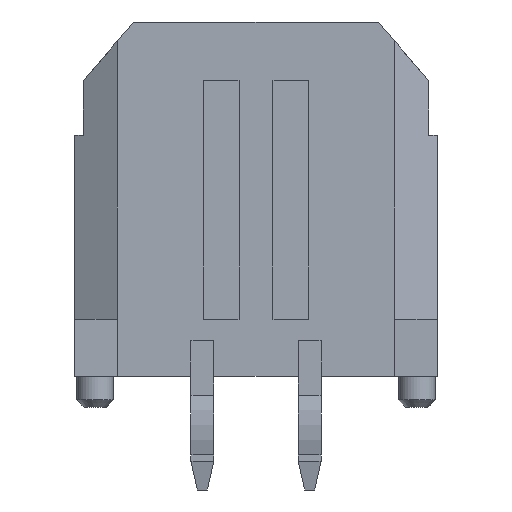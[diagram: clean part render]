
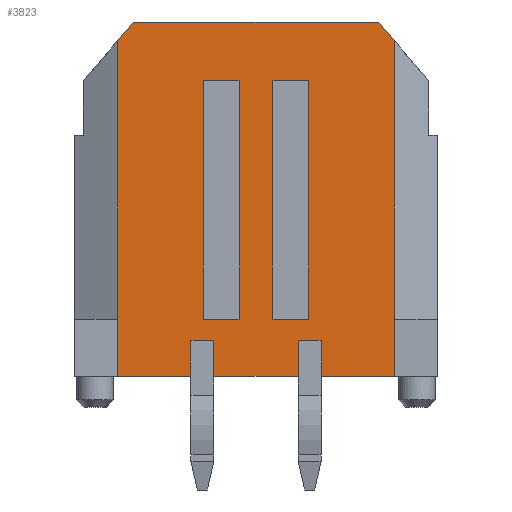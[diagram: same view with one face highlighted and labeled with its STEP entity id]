
A CAD part, front view. The second image highlights one B-rep face of the part: STEP entity #3823.
In plain terms, the highlighted planar face has unit normal (0, -1, 0).
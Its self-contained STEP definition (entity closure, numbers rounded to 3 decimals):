
#53=DIRECTION('',(1.,0.,0.));
#54=VECTOR('',#53,1.);
#55=CARTESIAN_POINT('',(-1.475,-3.43,3.315));
#56=LINE('',#55,#54);
#57=DIRECTION('',(0.,0.,1.));
#58=VECTOR('',#57,6.67);
#59=CARTESIAN_POINT('',(-1.475,-3.43,-3.355));
#60=LINE('',#59,#58);
#61=DIRECTION('',(1.,0.,0.));
#62=VECTOR('',#61,1.);
#63=CARTESIAN_POINT('',(-1.475,-3.43,-3.355));
#64=LINE('',#63,#62);
#65=DIRECTION('',(0.,0.,1.));
#66=VECTOR('',#65,6.67);
#67=CARTESIAN_POINT('',(-0.475,-3.43,-3.355));
#68=LINE('',#67,#66);
#69=DIRECTION('',(1.,0.,0.));
#70=VECTOR('',#69,1.);
#71=CARTESIAN_POINT('',(0.475,-3.43,3.315));
#72=LINE('',#71,#70);
#73=DIRECTION('',(0.,0.,1.));
#74=VECTOR('',#73,6.67);
#75=CARTESIAN_POINT('',(0.475,-3.43,-3.355));
#76=LINE('',#75,#74);
#77=DIRECTION('',(1.,0.,0.));
#78=VECTOR('',#77,1.);
#79=CARTESIAN_POINT('',(0.475,-3.43,-3.355));
#80=LINE('',#79,#78);
#81=DIRECTION('',(0.,0.,1.));
#82=VECTOR('',#81,6.67);
#83=CARTESIAN_POINT('',(1.475,-3.43,-3.355));
#84=LINE('',#83,#82);
#85=DIRECTION('',(0.,0.,1.));
#86=VECTOR('',#85,1.);
#87=CARTESIAN_POINT('',(-1.82,-3.43,-4.955));
#88=LINE('',#87,#86);
#89=DIRECTION('',(0.,0.,-1.));
#90=VECTOR('',#89,7.783);
#91=CARTESIAN_POINT('',(-3.875,-3.43,4.428));
#92=LINE('',#91,#90);
#93=DIRECTION('',(-0.649,0.,-0.761));
#94=VECTOR('',#93,0.693);
#95=CARTESIAN_POINT('',(-3.425,-3.43,4.955));
#96=LINE('',#95,#94);
#97=DIRECTION('',(1.,0.,0.));
#98=VECTOR('',#97,6.85);
#99=CARTESIAN_POINT('',(-3.425,-3.43,4.955));
#100=LINE('',#99,#98);
#101=DIRECTION('',(-0.649,0.,0.761));
#102=VECTOR('',#101,0.693);
#103=CARTESIAN_POINT('',(3.875,-3.43,4.428));
#104=LINE('',#103,#102);
#105=DIRECTION('',(0.,0.,-1.));
#106=VECTOR('',#105,7.783);
#107=CARTESIAN_POINT('',(3.875,-3.43,4.428));
#108=LINE('',#107,#106);
#109=DIRECTION('',(0.,0.,-1.));
#110=VECTOR('',#109,1.6);
#111=CARTESIAN_POINT('',(3.875,-3.43,-3.355));
#112=LINE('',#111,#110);
#113=DIRECTION('',(0.,0.,1.));
#114=VECTOR('',#113,1.);
#115=CARTESIAN_POINT('',(1.82,-3.43,-4.955));
#116=LINE('',#115,#114);
#117=DIRECTION('',(1.,0.,0.));
#118=VECTOR('',#117,0.64);
#119=CARTESIAN_POINT('',(1.18,-3.43,-3.955));
#120=LINE('',#119,#118);
#121=DIRECTION('',(0.,0.,1.));
#122=VECTOR('',#121,1.);
#123=CARTESIAN_POINT('',(1.18,-3.43,-4.955));
#124=LINE('',#123,#122);
#125=DIRECTION('',(0.,0.,1.));
#126=VECTOR('',#125,1.);
#127=CARTESIAN_POINT('',(-1.18,-3.43,-4.955));
#128=LINE('',#127,#126);
#129=DIRECTION('',(1.,0.,0.));
#130=VECTOR('',#129,0.64);
#131=CARTESIAN_POINT('',(-1.82,-3.43,-3.955));
#132=LINE('',#131,#130);
#2607=DIRECTION('',(-1.,0.,0.));
#2608=VECTOR('',#2607,2.055);
#2609=CARTESIAN_POINT('',(3.875,-3.43,-4.955));
#2610=LINE('',#2609,#2608);
#2631=DIRECTION('',(-1.,0.,0.));
#2632=VECTOR('',#2631,2.055);
#2633=CARTESIAN_POINT('',(-1.82,-3.43,-4.955));
#2634=LINE('',#2633,#2632);
#2639=DIRECTION('',(-1.,0.,0.));
#2640=VECTOR('',#2639,2.36);
#2641=CARTESIAN_POINT('',(1.18,-3.43,-4.955));
#2642=LINE('',#2641,#2640);
#2651=DIRECTION('',(0.,0.,-1.));
#2652=VECTOR('',#2651,1.6);
#2653=CARTESIAN_POINT('',(-3.875,-3.43,-3.355));
#2654=LINE('',#2653,#2652);
#2799=CARTESIAN_POINT('',(-3.425,-3.43,4.955));
#2800=CARTESIAN_POINT('',(3.425,-3.43,4.955));
#2801=VERTEX_POINT('',#2799);
#2802=VERTEX_POINT('',#2800);
#2884=CARTESIAN_POINT('',(1.18,-3.43,-4.955));
#2886=VERTEX_POINT('',#2884);
#2888=CARTESIAN_POINT('',(1.82,-3.43,-4.955));
#2890=VERTEX_POINT('',#2888);
#2896=CARTESIAN_POINT('',(-1.82,-3.43,-4.955));
#2898=VERTEX_POINT('',#2896);
#2900=CARTESIAN_POINT('',(-1.18,-3.43,-4.955));
#2902=VERTEX_POINT('',#2900);
#2908=CARTESIAN_POINT('',(3.875,-3.43,-3.355));
#2910=VERTEX_POINT('',#2908);
#2912=CARTESIAN_POINT('',(-3.875,-3.43,-3.355));
#2914=VERTEX_POINT('',#2912);
#2921=CARTESIAN_POINT('',(3.875,-3.43,-4.955));
#2922=VERTEX_POINT('',#2921);
#2923=CARTESIAN_POINT('',(-3.875,-3.43,-4.955));
#2924=VERTEX_POINT('',#2923);
#2925=CARTESIAN_POINT('',(1.18,-3.43,-3.955));
#2926=VERTEX_POINT('',#2925);
#2927=CARTESIAN_POINT('',(1.82,-3.43,-3.955));
#2928=VERTEX_POINT('',#2927);
#2929=CARTESIAN_POINT('',(-1.82,-3.43,-3.955));
#2930=VERTEX_POINT('',#2929);
#2931=CARTESIAN_POINT('',(-1.18,-3.43,-3.955));
#2932=VERTEX_POINT('',#2931);
#3189=CARTESIAN_POINT('',(-1.475,-3.43,3.315));
#3190=CARTESIAN_POINT('',(-0.475,-3.43,3.315));
#3191=VERTEX_POINT('',#3189);
#3192=VERTEX_POINT('',#3190);
#3193=CARTESIAN_POINT('',(0.475,-3.43,3.315));
#3194=CARTESIAN_POINT('',(1.475,-3.43,3.315));
#3195=VERTEX_POINT('',#3193);
#3196=VERTEX_POINT('',#3194);
#3197=CARTESIAN_POINT('',(-1.475,-3.43,-3.355));
#3198=CARTESIAN_POINT('',(-0.475,-3.43,-3.355));
#3199=VERTEX_POINT('',#3197);
#3200=VERTEX_POINT('',#3198);
#3201=CARTESIAN_POINT('',(0.475,-3.43,-3.355));
#3202=CARTESIAN_POINT('',(1.475,-3.43,-3.355));
#3203=VERTEX_POINT('',#3201);
#3204=VERTEX_POINT('',#3202);
#3445=CARTESIAN_POINT('',(3.875,-3.43,4.428));
#3446=VERTEX_POINT('',#3445);
#3447=CARTESIAN_POINT('',(-3.875,-3.43,4.428));
#3448=VERTEX_POINT('',#3447);
#3765=CARTESIAN_POINT('',(-4.825,-3.43,4.955));
#3766=DIRECTION('',(0.,-1.,0.));
#3767=DIRECTION('',(0.,0.,-1.));
#3768=AXIS2_PLACEMENT_3D('',#3765,#3766,#3767);
#3769=PLANE('',#3768);
#3771=ORIENTED_EDGE('',*,*,#3770,.F.);
#3773=ORIENTED_EDGE('',*,*,#3772,.T.);
#3775=ORIENTED_EDGE('',*,*,#3774,.F.);
#3776=ORIENTED_EDGE('',*,*,#3752,.F.);
#3778=ORIENTED_EDGE('',*,*,#3777,.F.);
#3780=ORIENTED_EDGE('',*,*,#3779,.T.);
#3782=ORIENTED_EDGE('',*,*,#3781,.F.);
#3784=ORIENTED_EDGE('',*,*,#3783,.T.);
#3786=ORIENTED_EDGE('',*,*,#3785,.T.);
#3788=ORIENTED_EDGE('',*,*,#3787,.T.);
#3790=ORIENTED_EDGE('',*,*,#3789,.T.);
#3792=ORIENTED_EDGE('',*,*,#3791,.F.);
#3794=ORIENTED_EDGE('',*,*,#3793,.F.);
#3796=ORIENTED_EDGE('',*,*,#3795,.T.);
#3798=ORIENTED_EDGE('',*,*,#3797,.T.);
#3800=ORIENTED_EDGE('',*,*,#3799,.F.);
#3801=EDGE_LOOP('',(#3771,#3773,#3775,#3776,#3778,#3780,#3782,#3784,#3786,#3788,
#3790,#3792,#3794,#3796,#3798,#3800));
#3802=FACE_OUTER_BOUND('',#3801,.F.);
#3804=ORIENTED_EDGE('',*,*,#3803,.F.);
#3806=ORIENTED_EDGE('',*,*,#3805,.F.);
#3808=ORIENTED_EDGE('',*,*,#3807,.T.);
#3810=ORIENTED_EDGE('',*,*,#3809,.T.);
#3811=EDGE_LOOP('',(#3804,#3806,#3808,#3810));
#3812=FACE_BOUND('',#3811,.F.);
#3814=ORIENTED_EDGE('',*,*,#3813,.F.);
#3816=ORIENTED_EDGE('',*,*,#3815,.F.);
#3818=ORIENTED_EDGE('',*,*,#3817,.T.);
#3820=ORIENTED_EDGE('',*,*,#3819,.T.);
#3821=EDGE_LOOP('',(#3814,#3816,#3818,#3820));
#3822=FACE_BOUND('',#3821,.F.);
#3823=ADVANCED_FACE('',(#3802,#3812,#3822),#3769,.T.);
#3752=EDGE_CURVE('',#3448,#2914,#92,.T.);
#3770=EDGE_CURVE('',#2898,#2930,#88,.T.);
#3772=EDGE_CURVE('',#2898,#2924,#2634,.T.);
#3774=EDGE_CURVE('',#2914,#2924,#2654,.T.);
#3777=EDGE_CURVE('',#2801,#3448,#96,.T.);
#3779=EDGE_CURVE('',#2801,#2802,#100,.T.);
#3781=EDGE_CURVE('',#3446,#2802,#104,.T.);
#3783=EDGE_CURVE('',#3446,#2910,#108,.T.);
#3785=EDGE_CURVE('',#2910,#2922,#112,.T.);
#3787=EDGE_CURVE('',#2922,#2890,#2610,.T.);
#3789=EDGE_CURVE('',#2890,#2928,#116,.T.);
#3791=EDGE_CURVE('',#2926,#2928,#120,.T.);
#3793=EDGE_CURVE('',#2886,#2926,#124,.T.);
#3795=EDGE_CURVE('',#2886,#2902,#2642,.T.);
#3797=EDGE_CURVE('',#2902,#2932,#128,.T.);
#3799=EDGE_CURVE('',#2930,#2932,#132,.T.);
#3803=EDGE_CURVE('',#3195,#3196,#72,.T.);
#3805=EDGE_CURVE('',#3203,#3195,#76,.T.);
#3807=EDGE_CURVE('',#3203,#3204,#80,.T.);
#3809=EDGE_CURVE('',#3204,#3196,#84,.T.);
#3813=EDGE_CURVE('',#3191,#3192,#56,.T.);
#3815=EDGE_CURVE('',#3199,#3191,#60,.T.);
#3817=EDGE_CURVE('',#3199,#3200,#64,.T.);
#3819=EDGE_CURVE('',#3200,#3192,#68,.T.);
